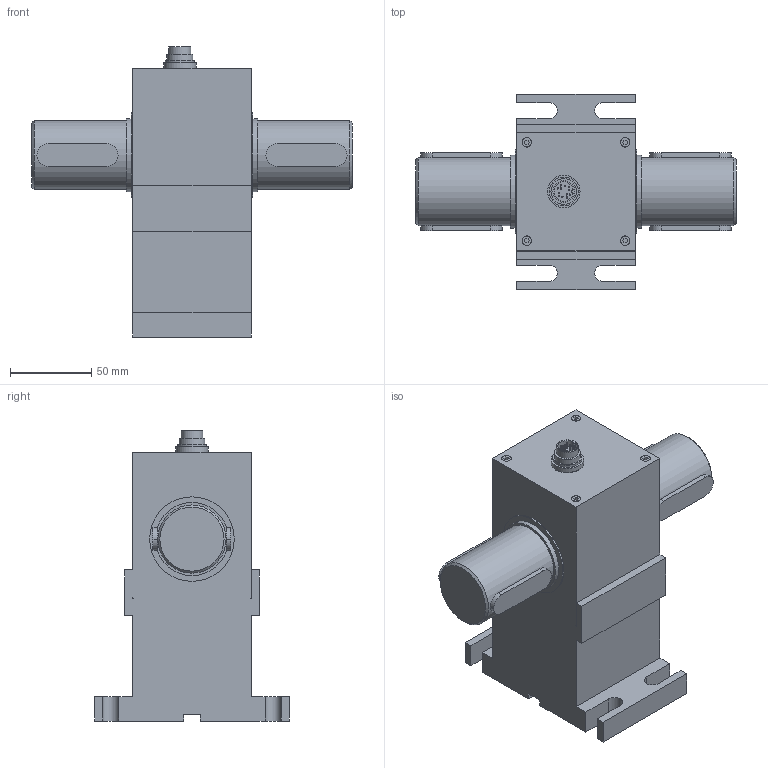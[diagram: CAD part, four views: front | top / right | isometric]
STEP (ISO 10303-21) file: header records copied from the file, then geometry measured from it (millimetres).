
FILE_DESCRIPTION((''),'2;1');
FILE_NAME('TRS705 500- 1000 N-m.stp','2010-12-13T16:11:41',('thomasl'),(''),'Autodesk Inventor 2008','Autodesk Inventor 2008','');
FILE_SCHEMA(('AUTOMOTIVE_DESIGN { 1 0 10303 214 1 1 1 1 }'));
Length unit declared in the file: inch
Products named in the file (2): TRS705 500- 1000 N-m; PART1
Assembly tree (1 placements, depth 2):
  TRS705 500- 1000 N-m
    PART1
Bounding box: 197 x 120 x 178.53 mm (x, y, z)
Volume: 1096981.7 mm3; surface area: 112882.2 mm2
Topology: 3 solids, 20 shells, 354 faces, 813 edges, 538 vertices
Faces by surface type: plane 209, cylinder 115, cone 26, torus 4
Full cylindrical faces by diameter (mm): 0.762 x12, 2.896 x4, 3.505 x4, 3.556 x4, 5.153 x4, 5.74 x4, 5.842 x4, 6 x8, 6.5 x4, 10 x4, 11 x4, 13.462 x1, 15.875 x1, 17.78 x1, 19.05 x1, 20 x1, 42 x2, 45 x2, 52 x2
Entity records: 9284 total; most frequent: CARTESIAN_POINT 1647, DIRECTION 1620, ORIENTED_EDGE 1372, EDGE_CURVE 686, AXIS2_PLACEMENT_3D 625, EDGE_LOOP 512, VERTEX_POINT 508, VECTOR 370
